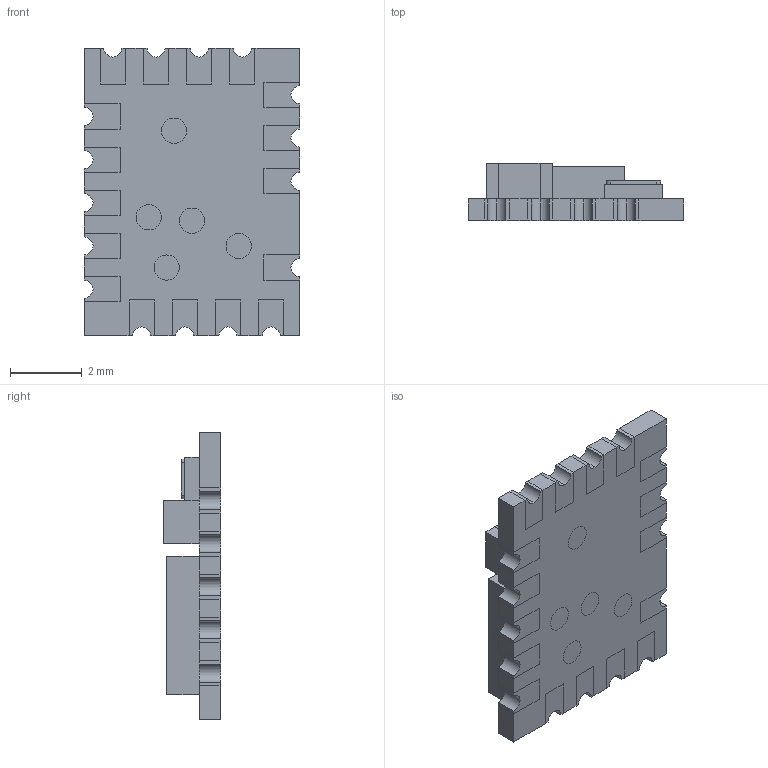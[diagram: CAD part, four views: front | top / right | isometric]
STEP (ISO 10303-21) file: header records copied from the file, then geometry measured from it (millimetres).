
FILE_DESCRIPTION (( 'STEP AP214' ), '1' );
FILE_NAME ('RN4871U-V_RM118.STEP', '2023-11-24T05:03:31', ( '' ), ( '' ), 'SwSTEP 2.0', 'SolidWorks 2021', '' );
FILE_SCHEMA (( 'AUTOMOTIVE_DESIGN' ));
Length unit declared in the file: millimetre
Products named in the file (1): RN4871U-V_RM118
Bounding box: 6 x 1.6 x 8 mm (x, y, z)
Volume: 44.3 mm3; surface area: 229.5 mm2
Topology: 29 solids, 29 shells, 365 faces, 838 edges, 536 vertices
Faces by surface type: plane 278, cylinder 87
Entity records: 10448 total; most frequent: DIRECTION 1744, CARTESIAN_POINT 1740, ORIENTED_EDGE 1676, EDGE_CURVE 838, LINE 664, VECTOR 664, AXIS2_PLACEMENT_3D 540, VERTEX_POINT 536
